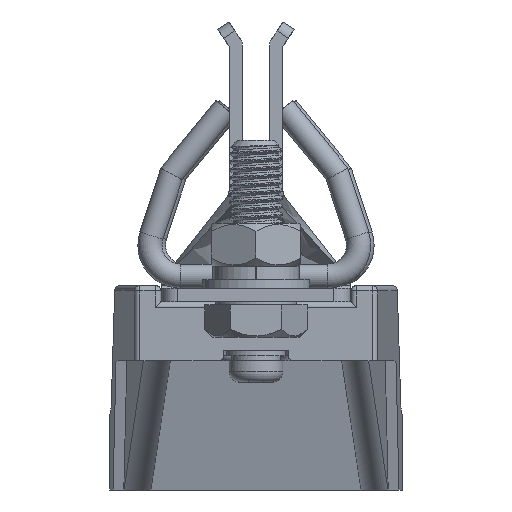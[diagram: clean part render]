
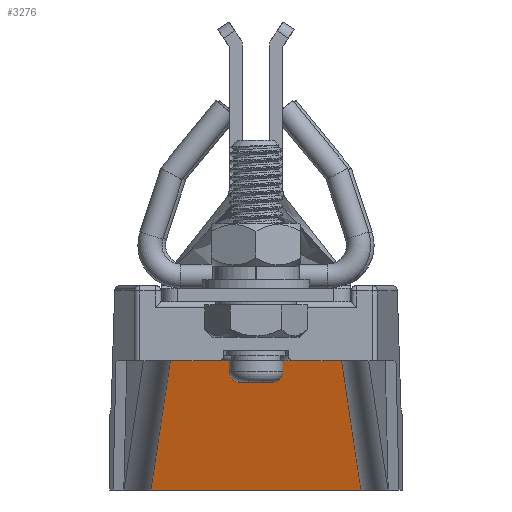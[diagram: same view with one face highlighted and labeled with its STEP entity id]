
A CAD part, left-side view. The second image highlights one B-rep face of the part: STEP entity #3276.
In plain terms, the highlighted planar face has unit normal (-0.97, 0, -0.242).
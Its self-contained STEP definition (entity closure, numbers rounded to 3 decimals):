
#820=FACE_OUTER_BOUND('',#4710,.T.);
#1587=LINE('',#32754,#2326);
#1609=LINE('',#32894,#2348);
#1610=LINE('',#32897,#2349);
#1611=LINE('',#32898,#2350);
#2326=VECTOR('',#13787,1.);
#2348=VECTOR('',#13847,1.);
#2349=VECTOR('',#13848,1.);
#2350=VECTOR('',#13849,1.);
#2781=PLANE('',#11574);
#3276=ADVANCED_FACE('',(#820),#2781,.T.);
#4710=EDGE_LOOP('',(#6889,#6890,#6891,#6892));
#6889=ORIENTED_EDGE('',*,*,#10030,.T.);
#6890=ORIENTED_EDGE('',*,*,#10031,.T.);
#6891=ORIENTED_EDGE('',*,*,#9989,.F.);
#6892=ORIENTED_EDGE('',*,*,#10032,.T.);
#8737=VERTEX_POINT('',#32753);
#8738=VERTEX_POINT('',#32755);
#8773=VERTEX_POINT('',#32895);
#8774=VERTEX_POINT('',#32896);
#9989=EDGE_CURVE('',#8737,#8738,#1587,.T.);
#10030=EDGE_CURVE('',#8773,#8774,#1609,.T.);
#10031=EDGE_CURVE('',#8774,#8738,#1610,.T.);
#10032=EDGE_CURVE('',#8737,#8773,#1611,.T.);
#11574=AXIS2_PLACEMENT_3D('',#32899,#13850,#13851);
#13787=DIRECTION('',(0.,1.,0.));
#13847=DIRECTION('',(0.,1.,0.));
#13848=DIRECTION('',(0.242,0.023,-0.97));
#13849=DIRECTION('',(-0.242,0.023,0.97));
#13850=DIRECTION('',(-0.97,0.,-0.243));
#13851=DIRECTION('',(0.,1.,0.));
#32753=CARTESIAN_POINT('',(266.78,-19.548,-35.));
#32754=CARTESIAN_POINT('',(266.78,-272.6,-35.));
#32755=CARTESIAN_POINT('',(266.78,19.55,-35.));
#32894=CARTESIAN_POINT('',(260.78,46.295,-11.));
#32895=CARTESIAN_POINT('',(260.78,-18.984,-11.));
#32896=CARTESIAN_POINT('',(260.78,18.987,-11.));
#32897=CARTESIAN_POINT('',(266.747,19.547,-34.867));
#32898=CARTESIAN_POINT('',(266.597,-19.531,-34.268));
#32899=CARTESIAN_POINT('',(266.78,13.525,-35.));
